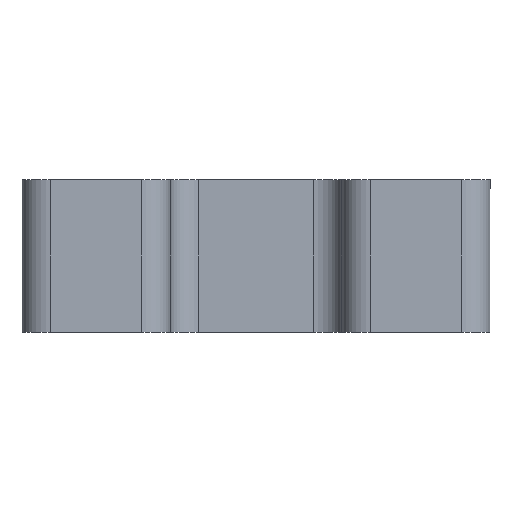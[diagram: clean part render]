
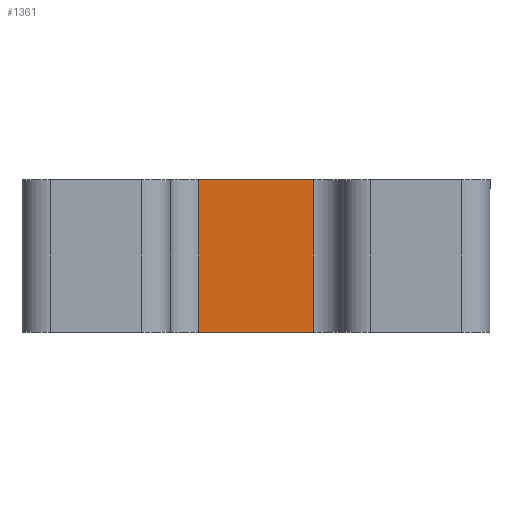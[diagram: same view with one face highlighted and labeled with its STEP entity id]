
A CAD part, front view. The second image highlights one B-rep face of the part: STEP entity #1361.
In plain terms, the highlighted planar face has unit normal (0, -1, 0).
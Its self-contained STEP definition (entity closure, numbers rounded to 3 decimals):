
#42=PLANE('',#1517);
#91=FACE_OUTER_BOUND('',#171,.T.);
#171=EDGE_LOOP('',(#1141,#1142,#1143,#1144));
#229=LINE('',#2057,#361);
#249=LINE('',#2137,#381);
#304=LINE('',#2306,#436);
#308=LINE('',#2313,#440);
#361=VECTOR('',#1621,10.);
#381=VECTOR('',#1689,10.);
#436=VECTOR('',#1854,10.);
#440=VECTOR('',#1864,10.);
#584=VERTEX_POINT('',#2054);
#585=VERTEX_POINT('',#2056);
#620=VERTEX_POINT('',#2134);
#621=VERTEX_POINT('',#2136);
#721=EDGE_CURVE('',#585,#584,#229,.T.);
#761=EDGE_CURVE('',#620,#621,#249,.T.);
#848=EDGE_CURVE('',#621,#584,#304,.T.);
#852=EDGE_CURVE('',#585,#620,#308,.T.);
#1141=ORIENTED_EDGE('',*,*,#848,.F.);
#1142=ORIENTED_EDGE('',*,*,#761,.F.);
#1143=ORIENTED_EDGE('',*,*,#852,.F.);
#1144=ORIENTED_EDGE('',*,*,#721,.T.);
#1361=ADVANCED_FACE('',(#91),#42,.T.);
#1517=AXIS2_PLACEMENT_3D('',#2314,#1865,#1866);
#1621=DIRECTION('',(-1.,0.,0.));
#1689=DIRECTION('',(-1.,0.,0.));
#1854=DIRECTION('',(0.,0.,1.));
#1864=DIRECTION('',(0.,0.,-1.));
#1865=DIRECTION('center_axis',(0.,-1.,0.));
#1866=DIRECTION('ref_axis',(-1.,0.,0.));
#2054=CARTESIAN_POINT('',(-31.683,463.572,545.568));
#2056=CARTESIAN_POINT('',(-19.683,463.572,545.568));
#2057=CARTESIAN_POINT('',(-21.183,463.572,545.568));
#2134=CARTESIAN_POINT('',(-19.683,463.572,529.568));
#2136=CARTESIAN_POINT('',(-31.683,463.572,529.568));
#2137=CARTESIAN_POINT('',(-16.683,463.572,529.568));
#2306=CARTESIAN_POINT('',(-31.683,463.572,541.568));
#2313=CARTESIAN_POINT('',(-19.683,463.572,541.568));
#2314=CARTESIAN_POINT('Origin',(-16.683,463.572,541.568));
